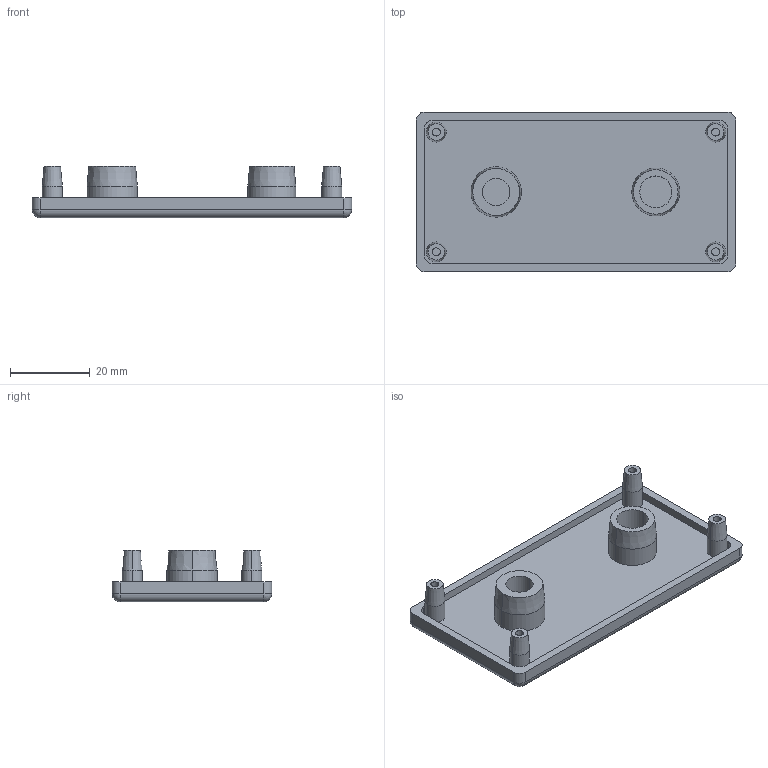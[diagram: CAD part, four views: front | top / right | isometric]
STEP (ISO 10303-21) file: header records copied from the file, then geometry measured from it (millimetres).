
FILE_DESCRIPTION (( 'STEP AP214' ), '1' );
FILE_NAME ('5.04.SP80.STEP', '2025-06-12T20:03:33', ( '' ), ( '' ), 'SwSTEP 2.0', 'SolidWorks 2023', '' );
FILE_SCHEMA (( 'AUTOMOTIVE_DESIGN' ));
Length unit declared in the file: millimetre
Products named in the file (1): 5.04.SP80
Bounding box: 80 x 40 x 13 mm (x, y, z)
Volume: 12335.9 mm3; surface area: 9836.1 mm2
Topology: 1 solids, 1 shells, 75 faces, 160 edges, 96 vertices
Faces by surface type: cylinder 36, plane 23, cone 12, sphere 4
Entity records: 2025 total; most frequent: DIRECTION 392, CARTESIAN_POINT 328, ORIENTED_EDGE 312, AXIS2_PLACEMENT_3D 160, EDGE_CURVE 156, VERTEX_POINT 96, EDGE_LOOP 88, CIRCLE 84
